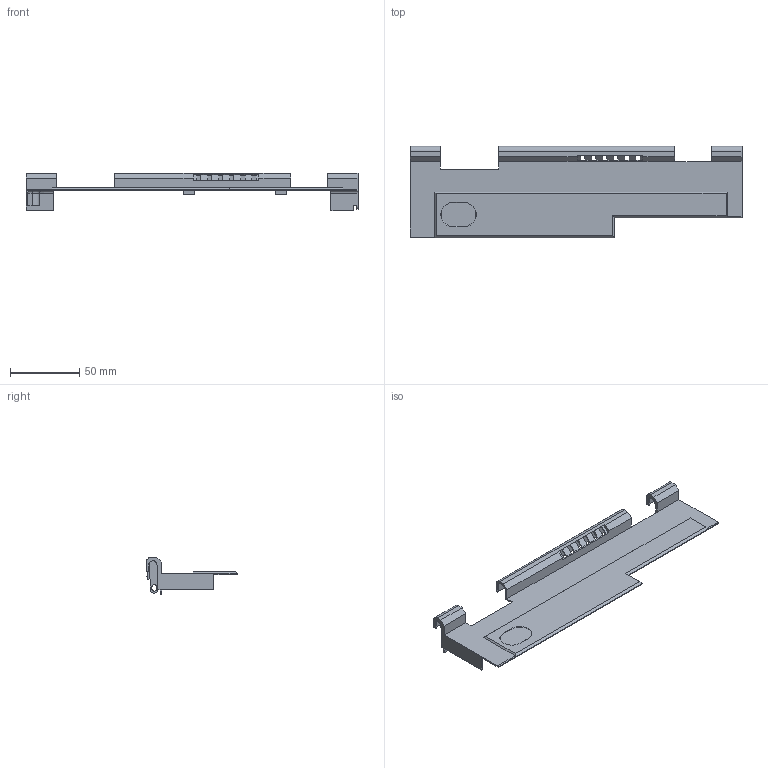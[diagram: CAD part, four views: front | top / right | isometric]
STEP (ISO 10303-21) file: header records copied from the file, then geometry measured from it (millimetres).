
FILE_DESCRIPTION(/* description */ (''),/* implementation_level */ '2;1');
FILE_NAME(/* name */ '701C Keyboard Cover.step',/* time_stamp */ '2024-02-20T00:55:50-08:00',/* author */ (''),/* organization */ (''),/* preprocessor_version */ 'ST-DEVELOPER v20',/* originating_system */ 'Autodesk Translation Framework v12.20.1.177',/* authorisation */ '');
FILE_SCHEMA (('AUTOMOTIVE_DESIGN { 1 0 10303 214 3 1 1 }'));
Length unit declared in the file: millimetre
Products named in the file (1): 701C Keyboard Cover
Bounding box: 239.5 x 66 x 27 mm (x, y, z)
Volume: 19825.6 mm3; surface area: 37143.6 mm2
Topology: 1 solids, 1 shells, 175 faces, 527 edges, 348 vertices
Faces by surface type: plane 150, cylinder 22, cone 2, torus 1
Full cylindrical faces by diameter (mm): 4.7 x1, 5.7 x1
Entity records: 5887 total; most frequent: ORIENTED_EDGE 1054, CARTESIAN_POINT 1051, DIRECTION 928, EDGE_CURVE 527, LINE 478, VECTOR 478, VERTEX_POINT 348, AXIS2_PLACEMENT_3D 225
